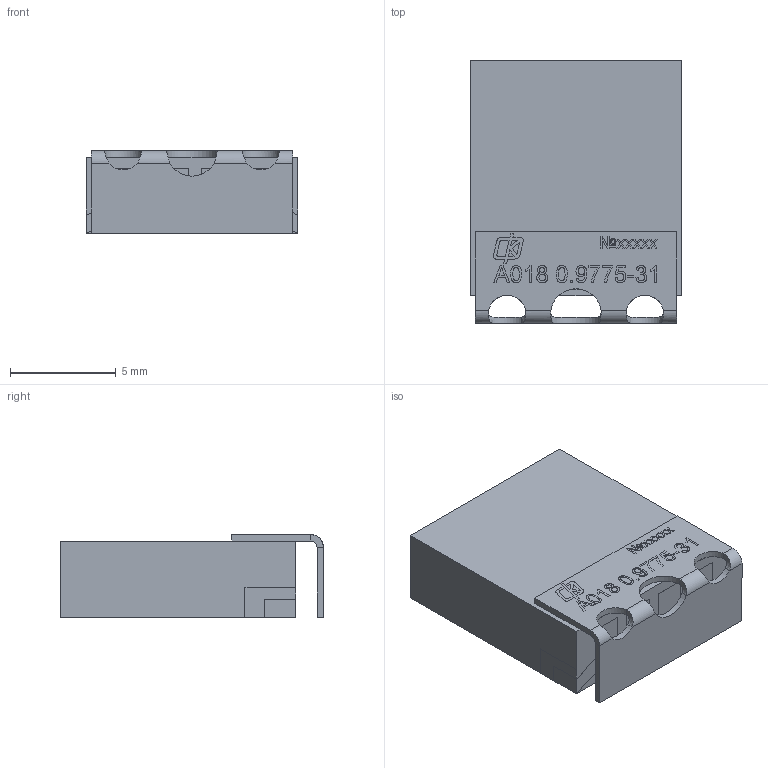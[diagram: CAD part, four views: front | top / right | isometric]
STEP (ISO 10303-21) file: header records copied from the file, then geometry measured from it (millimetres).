
FILE_DESCRIPTION(('STEP AP203'), '1');
FILE_NAME('ÍØÁÀ.434834.010-08.01_Ôèëüòð ÔÊÏ1-210-08-0.9775-31', '', ('UNSPECIFIED'), ('UNSPECIFIED'), 'ASCON STEP Converter 1.6', 'ASCON Math Kernel', '');
FILE_SCHEMA(('CONFIG_CONTROL_DESIGN'));
Length unit declared in the file: millimetre
Products named in the file (1): НШБА.434834.010-08.01_Фильтр ФКП1-210-08-0.9775-31
Bounding box: 10 x 12.4 x 3.9 mm (x, y, z)
Volume: 418.9 mm3; surface area: 461.8 mm2
Topology: 1 solids, 1 shells, 385 faces, 1018 edges, 664 vertices
Faces by surface type: plane 256, bspline 108, cylinder 21
Entity records: 24694 total; most frequent: CARTESIAN_POINT 12931, ORIENTED_EDGE 2036, DIRECTION 1306, EDGE_CURVE 1018, LINE 678, VECTOR 678, VERTEX_POINT 664, FACE_BOUND 420
